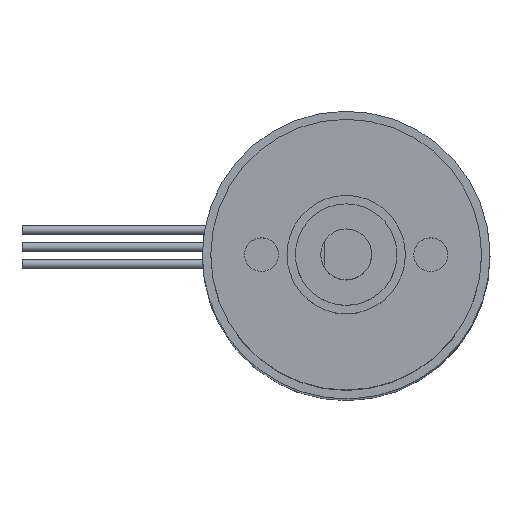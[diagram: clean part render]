
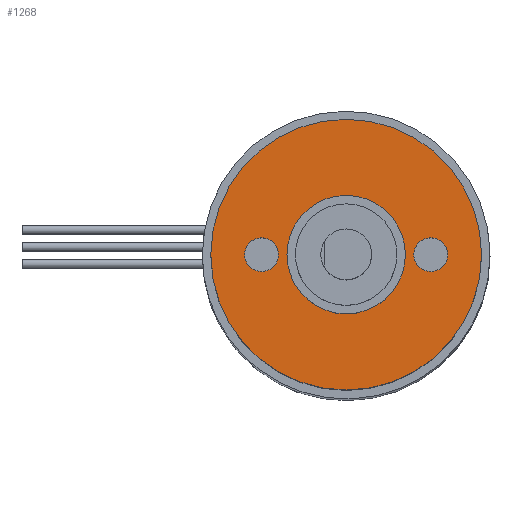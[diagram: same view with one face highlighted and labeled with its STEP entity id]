
A CAD part, top view. The second image highlights one B-rep face of the part: STEP entity #1268.
In plain terms, the highlighted planar face has unit normal (0, 0, 1).
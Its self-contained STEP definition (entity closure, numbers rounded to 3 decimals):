
#2 = EDGE_LOOP ( 'NONE', ( #946 ) ) ;
#31 = CARTESIAN_POINT ( 'NONE',  ( 0., 0., 0. ) ) ;
#210 = AXIS2_PLACEMENT_3D ( 'NONE', #2541, #2785, #1713 ) ;
#295 = EDGE_LOOP ( 'NONE', ( #2655 ) ) ;
#325 = CIRCLE ( 'NONE', #2869, 8. ) ;
#620 = EDGE_LOOP ( 'NONE', ( #732 ) ) ;
#732 = ORIENTED_EDGE ( 'NONE', *, *, #2328, .F. ) ;
#751 = FACE_BOUND ( 'NONE', #3066, .T. ) ;
#762 = CARTESIAN_POINT ( 'NONE',  ( -4., 0., 0. ) ) ;
#897 = EDGE_CURVE ( 'NONE', #1919, #1919, #1109, .T. ) ;
#946 = ORIENTED_EDGE ( 'NONE', *, *, #897, .F. ) ;
#992 = CARTESIAN_POINT ( 'NONE',  ( 5., 0., 0. ) ) ;
#1049 = DIRECTION ( 'NONE',  ( 0., 0., 1. ) ) ;
#1075 = VERTEX_POINT ( 'NONE', #3344 ) ;
#1109 = CIRCLE ( 'NONE', #3175, 1. ) ;
#1120 = VERTEX_POINT ( 'NONE', #1132 ) ;
#1132 = CARTESIAN_POINT ( 'NONE',  ( 4., 0., 0. ) ) ;
#1268 = ADVANCED_FACE ( 'NONE', ( #751, #1892, #1610, #2735 ), #2457, .T. ) ;
#1363 = VERTEX_POINT ( 'NONE', #3616 ) ;
#1419 = DIRECTION ( 'NONE',  ( 1., 0., 0. ) ) ;
#1610 = FACE_BOUND ( 'NONE', #620, .T. ) ;
#1713 = DIRECTION ( 'NONE',  ( 1., 0., 0. ) ) ;
#1758 = DIRECTION ( 'NONE',  ( 1., 0., 0. ) ) ;
#1813 = CIRCLE ( 'NONE', #210, 3.5 ) ;
#1866 = DIRECTION ( 'NONE',  ( -1., 0., 0. ) ) ;
#1892 = FACE_BOUND ( 'NONE', #2, .T. ) ;
#1919 = VERTEX_POINT ( 'NONE', #762 ) ;
#1951 = ORIENTED_EDGE ( 'NONE', *, *, #2803, .F. ) ;
#1982 = DIRECTION ( 'NONE',  ( 0., 0., 1. ) ) ;
#2127 = DIRECTION ( 'NONE',  ( 0., 0., 1. ) ) ;
#2266 = AXIS2_PLACEMENT_3D ( 'NONE', #992, #2127, #1866 ) ;
#2314 = EDGE_CURVE ( 'NONE', #1363, #1363, #325, .T. ) ;
#2328 = EDGE_CURVE ( 'NONE', #1075, #1075, #1813, .T. ) ;
#2457 = PLANE ( 'NONE',  #3124 ) ;
#2541 = CARTESIAN_POINT ( 'NONE',  ( 0., 0., 0. ) ) ;
#2589 = CARTESIAN_POINT ( 'NONE',  ( -5., 0., 0. ) ) ;
#2655 = ORIENTED_EDGE ( 'NONE', *, *, #2314, .T. ) ;
#2735 = FACE_OUTER_BOUND ( 'NONE', #295, .T. ) ;
#2785 = DIRECTION ( 'NONE',  ( 0., 0., 1. ) ) ;
#2803 = EDGE_CURVE ( 'NONE', #1120, #1120, #3625, .T. ) ;
#2819 = DIRECTION ( 'NONE',  ( 0., 0., 1. ) ) ;
#2869 = AXIS2_PLACEMENT_3D ( 'NONE', #31, #2819, #1419 ) ;
#3033 = DIRECTION ( 'NONE',  ( 1., 0., 0. ) ) ;
#3066 = EDGE_LOOP ( 'NONE', ( #1951 ) ) ;
#3124 = AXIS2_PLACEMENT_3D ( 'NONE', #3588, #1049, #3033 ) ;
#3175 = AXIS2_PLACEMENT_3D ( 'NONE', #2589, #1982, #1758 ) ;
#3344 = CARTESIAN_POINT ( 'NONE',  ( 3.5, 0., 0. ) ) ;
#3588 = CARTESIAN_POINT ( 'NONE',  ( 0., 0., 0. ) ) ;
#3616 = CARTESIAN_POINT ( 'NONE',  ( 8., 0., 0. ) ) ;
#3625 = CIRCLE ( 'NONE', #2266, 1. ) ;
